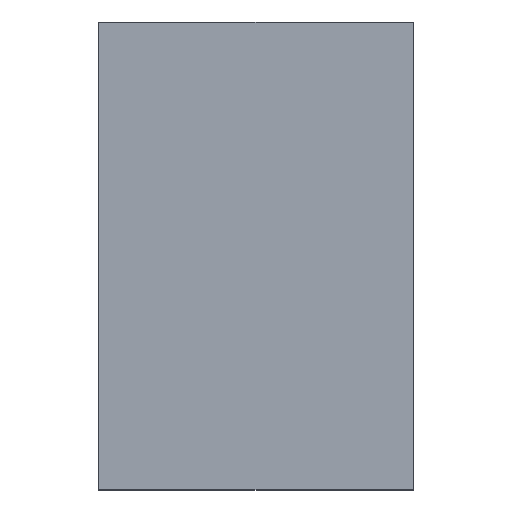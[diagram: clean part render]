
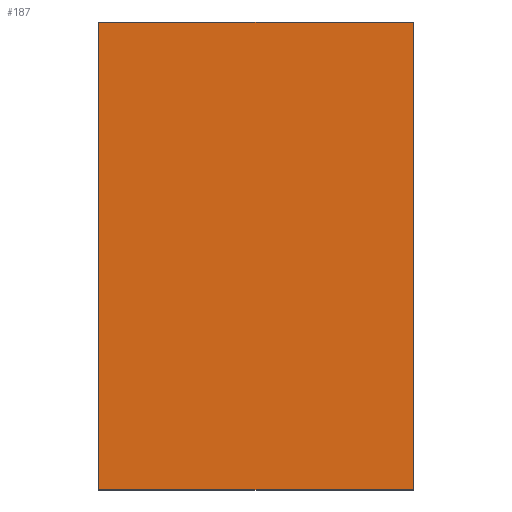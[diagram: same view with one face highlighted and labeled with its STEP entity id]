
A CAD part, top view. The second image highlights one B-rep face of the part: STEP entity #187.
In plain terms, the highlighted planar face has unit normal (0, 0, 1).
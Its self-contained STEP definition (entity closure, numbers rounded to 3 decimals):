
#17=FACE_OUTER_BOUND('',#29,.T.);
#29=EDGE_LOOP('',(#135,#136,#137,#138));
#42=LINE('',#279,#66);
#47=LINE('',#290,#71);
#48=LINE('',#292,#72);
#49=LINE('',#293,#73);
#66=VECTOR('',#229,10.);
#71=VECTOR('',#236,10.);
#72=VECTOR('',#237,10.);
#73=VECTOR('',#238,10.);
#88=VERTEX_POINT('',#273);
#90=VERTEX_POINT('',#277);
#95=VERTEX_POINT('',#289);
#96=VERTEX_POINT('',#291);
#106=EDGE_CURVE('',#88,#90,#42,.T.);
#111=EDGE_CURVE('',#95,#90,#47,.T.);
#112=EDGE_CURVE('',#96,#95,#48,.T.);
#113=EDGE_CURVE('',#88,#96,#49,.T.);
#135=ORIENTED_EDGE('',*,*,#106,.T.);
#136=ORIENTED_EDGE('',*,*,#111,.F.);
#137=ORIENTED_EDGE('',*,*,#112,.F.);
#138=ORIENTED_EDGE('',*,*,#113,.F.);
#176=PLANE('',#212);
#187=ADVANCED_FACE('',(#17),#176,.T.);
#212=AXIS2_PLACEMENT_3D('',#288,#234,#235);
#229=DIRECTION('',(-1.,0.,0.));
#234=DIRECTION('center_axis',(0.,0.,1.));
#235=DIRECTION('ref_axis',(1.,0.,0.));
#236=DIRECTION('',(0.,1.,0.));
#237=DIRECTION('',(-1.,0.,0.));
#238=DIRECTION('',(0.,-1.,0.));
#273=CARTESIAN_POINT('',(23.5,69.,11.));
#277=CARTESIAN_POINT('',(-23.5,69.,11.));
#279=CARTESIAN_POINT('',(-11.75,69.,11.));
#288=CARTESIAN_POINT('Origin',(-23.5,0.,11.));
#289=CARTESIAN_POINT('',(-23.5,-1.,11.));
#290=CARTESIAN_POINT('',(-23.5,0.,11.));
#291=CARTESIAN_POINT('',(23.5,-1.,11.));
#292=CARTESIAN_POINT('',(-23.5,-1.,11.));
#293=CARTESIAN_POINT('',(23.5,0.,11.));
